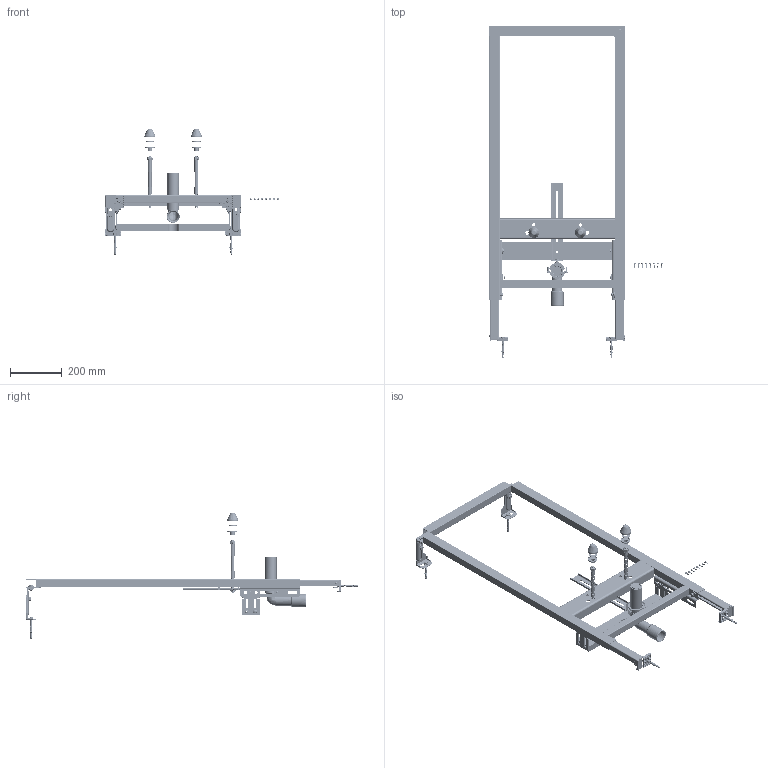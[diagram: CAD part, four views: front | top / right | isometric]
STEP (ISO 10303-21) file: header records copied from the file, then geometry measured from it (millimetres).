
FILE_DESCRIPTION((''),'2;1');
FILE_NAME('90_676_00_0004-BIDET-VICONNECT_ASM','2019-01-23T',('mberthel'),(''),'PRO/ENGINEER BY PARAMETRIC TECHNOLOGY CORPORATION, 2015030','PRO/ENGINEER BY PARAMETRIC TECHNOLOGY CORPORATION, 2015030','');
FILE_SCHEMA(('CONFIG_CONTROL_DESIGN'));
Products named in the file (1): 90_676_00_0004-BIDET-VICONNECT_ASM
Bounding box: 672.09 x 1285 x 485.25 mm (x, y, z)
Surface area: 1548478.3 mm2 (no closed solid volume)
Topology: 0 solids, 384 shells, 3569 faces, 12339 edges, 8763 vertices
Faces by surface type: cylinder 1795, plane 984, cone 287, bspline 275, torus 162, sphere 66
Entity records: 237030 total; most frequent: CARTESIAN_POINT 115745, ORIENTED_EDGE 18646, DIRECTION 18502, EDGE_CURVE 12294, VERTEX_POINT 8763, AXIS2_PLACEMENT_3D 6764, VECTOR 4974, LINE 4974
